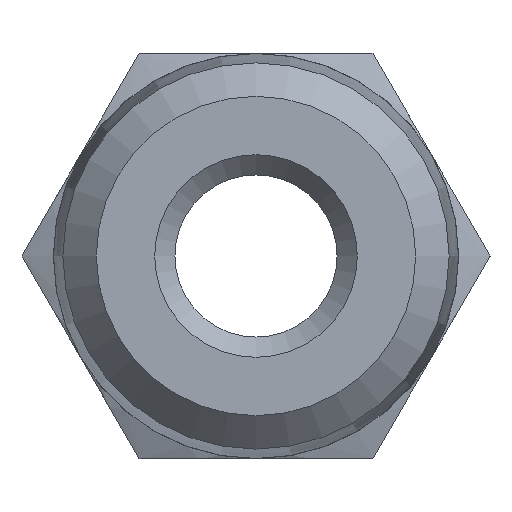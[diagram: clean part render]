
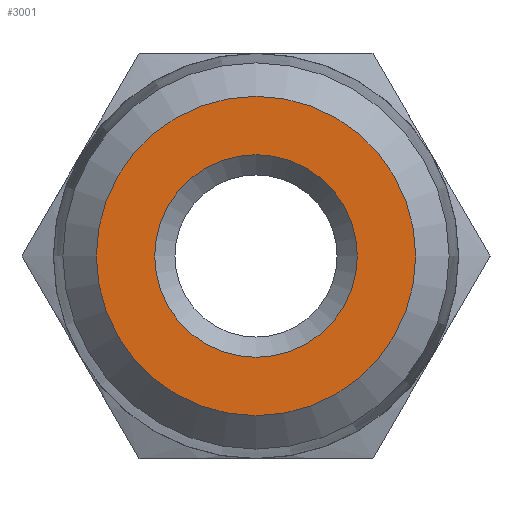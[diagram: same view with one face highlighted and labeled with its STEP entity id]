
A CAD part, left-side view. The second image highlights one B-rep face of the part: STEP entity #3001.
In plain terms, the highlighted planar face has unit normal (-1, 0, 0).
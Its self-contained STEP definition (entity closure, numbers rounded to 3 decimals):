
#2970=CARTESIAN_POINT('',(-39.0,0.,-2.5));
#2971=VERTEX_POINT('',#2970);
#2972=CARTESIAN_POINT('',(-39.0,0.,0.0));
#2973=DIRECTION('',(-1.0,0.0,0.0));
#2974=DIRECTION('',(0.0,0.0,1.0));
#2975=AXIS2_PLACEMENT_3D('',#2972,#2973,#2974);
#2976=CIRCLE('',#2975,2.5);
#2977=EDGE_CURVE('',#2971,#2971,#2976,.T.);
#2982=CARTESIAN_POINT('',(-39.0,2.37,0.0));
#2983=DIRECTION('',(-1.0,0.0,0.0));
#2984=DIRECTION('',(0.0,0.0,1.0));
#2985=AXIS2_PLACEMENT_3D('',#2982,#2983,#2984);
#2986=PLANE('',#2985);
#2987=CARTESIAN_POINT('',(-39.0,3.94,0.));
#2988=VERTEX_POINT('',#2987);
#2989=CARTESIAN_POINT('',(-39.0,0.,0.0));
#2990=DIRECTION('',(1.0,0.0,0.0));
#2991=DIRECTION('',(0.0,-1.0,0.0));
#2992=AXIS2_PLACEMENT_3D('',#2989,#2990,#2991);
#2993=CIRCLE('',#2992,3.94);
#2994=EDGE_CURVE('',#2988,#2988,#2993,.T.);
#2995=ORIENTED_EDGE('',*,*,#2994,.F.);
#2996=EDGE_LOOP('',(#2995));
#2997=FACE_OUTER_BOUND('',#2996,.T.);
#2998=ORIENTED_EDGE('',*,*,#2977,.F.);
#2999=EDGE_LOOP('',(#2998));
#3000=FACE_BOUND('',#2999,.T.);
#3001=ADVANCED_FACE('',(#2997,#3000),#2986,.T.);
